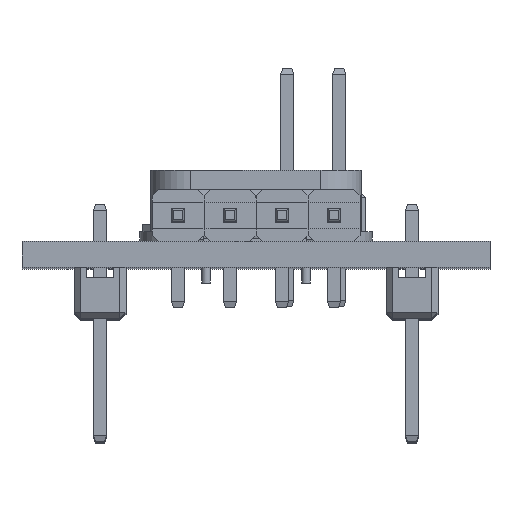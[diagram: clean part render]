
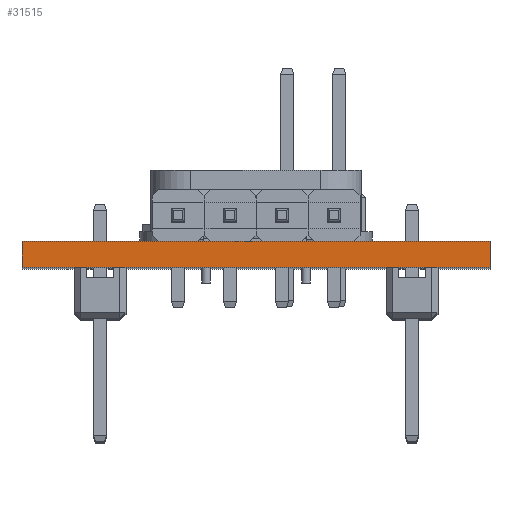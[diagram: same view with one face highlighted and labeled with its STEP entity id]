
A CAD part, top view. The second image highlights one B-rep face of the part: STEP entity #31515.
In plain terms, the highlighted planar face has unit normal (0, 0, 1).
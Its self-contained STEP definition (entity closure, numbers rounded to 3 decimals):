
#461=PLANE('',#33657);
#2167=FACE_OUTER_BOUND('',#4087,.T.);
#4087=EDGE_LOOP('',(#22414,#22415,#22416,#22417));
#6050=LINE('',#44581,#10188);
#6098=LINE('',#44860,#10236);
#6099=LINE('',#44863,#10237);
#6100=LINE('',#44864,#10238);
#10188=VECTOR('',#35872,10.);
#10236=VECTOR('',#36192,10.);
#10237=VECTOR('',#36195,10.);
#10238=VECTOR('',#36196,10.);
#14728=VERTEX_POINT('',#44578);
#14729=VERTEX_POINT('',#44580);
#14824=VERTEX_POINT('',#44858);
#14825=VERTEX_POINT('',#44862);
#17577=EDGE_CURVE('',#14728,#14729,#6050,.T.);
#17717=EDGE_CURVE('',#14728,#14824,#6098,.T.);
#17718=EDGE_CURVE('',#14825,#14824,#6099,.T.);
#17719=EDGE_CURVE('',#14729,#14825,#6100,.T.);
#22414=ORIENTED_EDGE('',*,*,#17577,.F.);
#22415=ORIENTED_EDGE('',*,*,#17717,.T.);
#22416=ORIENTED_EDGE('',*,*,#17718,.F.);
#22417=ORIENTED_EDGE('',*,*,#17719,.F.);
#31515=ADVANCED_FACE('',(#2167),#461,.T.);
#33657=AXIS2_PLACEMENT_3D('',#44861,#36193,#36194);
#35872=DIRECTION('',(-1.,0.,0.));
#36192=DIRECTION('',(0.,1.,0.));
#36193=DIRECTION('center_axis',(0.,0.,1.));
#36194=DIRECTION('ref_axis',(1.,0.,0.));
#36195=DIRECTION('',(1.,0.,0.));
#36196=DIRECTION('',(0.,1.,0.));
#44578=CARTESIAN_POINT('',(0.,0.,0.));
#44580=CARTESIAN_POINT('',(-22.86,0.,0.));
#44581=CARTESIAN_POINT('',(0.,0.,0.));
#44858=CARTESIAN_POINT('',(0.,1.27,0.));
#44860=CARTESIAN_POINT('',(0.,0.,0.));
#44861=CARTESIAN_POINT('Origin',(-22.86,0.,0.));
#44862=CARTESIAN_POINT('',(-22.86,1.27,0.));
#44863=CARTESIAN_POINT('',(0.,1.27,0.));
#44864=CARTESIAN_POINT('',(-22.86,0.,0.));
